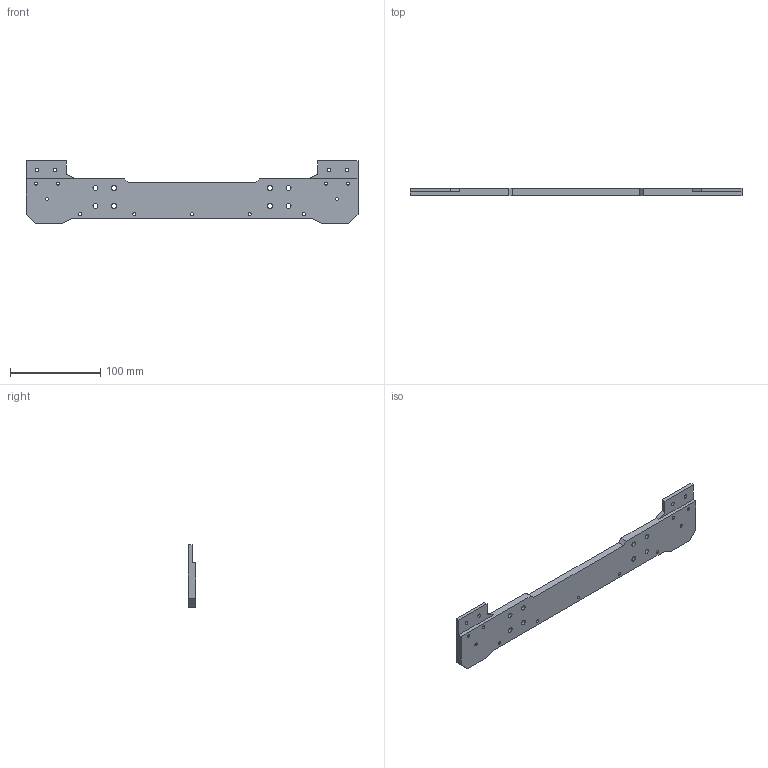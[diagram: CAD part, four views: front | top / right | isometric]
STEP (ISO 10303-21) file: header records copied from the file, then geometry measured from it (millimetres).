
FILE_DESCRIPTION(('FreeCAD Model'),'2;1');
FILE_NAME('Open CASCADE Shape Model','2025-02-13T16:52:52',(''),(''), 'Open CASCADE STEP processor 7.8','FreeCAD','Unknown');
FILE_SCHEMA(('AUTOMOTIVE_DESIGN { 1 0 10303 214 1 1 1 1 }'));
Length unit declared in the file: millimetre
Products named in the file (1): Body
Bounding box: 368 x 8 x 69 mm (x, y, z)
Volume: 132521.1 mm3; surface area: 44047.3 mm2
Topology: 1 solids, 1 shells, 47 faces, 135 edges, 90 vertices
Faces by surface type: plane 24, cylinder 23
Full cylindrical faces by diameter (mm): 3.3 x11, 4.2 x4, 5.5 x8
Entity records: 1650 total; most frequent: CARTESIAN_POINT 292, ORIENTED_EDGE 270, DIRECTION 258, EDGE_CURVE 135, AXIS2_PLACEMENT_3D 94, FACE_BOUND 93, EDGE_LOOP 93, VERTEX_POINT 90
